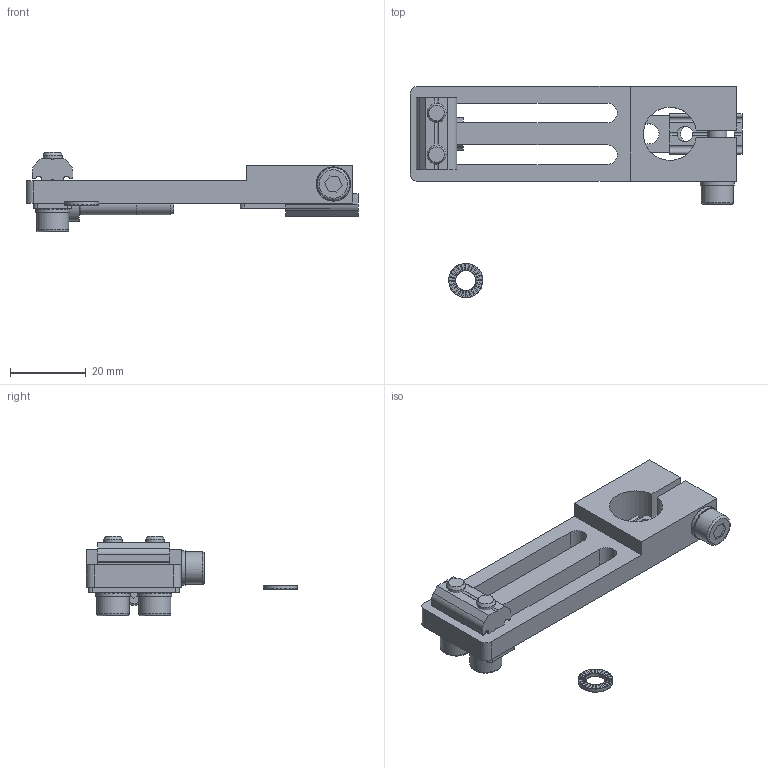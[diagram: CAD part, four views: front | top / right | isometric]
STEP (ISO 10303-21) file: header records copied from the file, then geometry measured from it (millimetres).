
FILE_DESCRIPTION( ( 'Unknown' ), '1' );
FILE_NAME( 'CA.04.02.14.X.stp', 'Unknown', ( 'Unknown' ), ( 'Unknown' ), 'PSStep 13.0', 'Unknown', ' ' );
FILE_SCHEMA( ( 'AUTOMOTIVE_DESIGN { 1 0 10303 214 1 1 1 1 }' ) );
Length unit declared in the file: millimetre
Products named in the file (8): Assem1; CA.04.02.14; 04-02-14; V-tcei M  5 x 25; R.5.SCH; CA.GWP.5.11; R.05.11; V-tcei M  5 x 16
Bounding box: 87.5 x 55.64 x 21 mm (x, y, z)
Volume: 37119.7 mm3; surface area: 27093 mm2
Topology: 13 solids, 18 shells, 1210 faces, 3519 edges, 2334 vertices
Faces by surface type: plane 1103, cylinder 89, torus 12, cone 6
Full cylindrical faces by diameter (mm): 4.134 x7, 5 x6, 5.3 x9, 5.5 x3, 8.5 x6, 9 x5
Entity records: 11383 total; most frequent: CARTESIAN_POINT 1709, DIRECTION 1647, ORIENTED_EDGE 1598, EDGE_CURVE 799, AXIS2_PLACEMENT_3D 558, VERTEX_POINT 540, LINE 531, VECTOR 531
